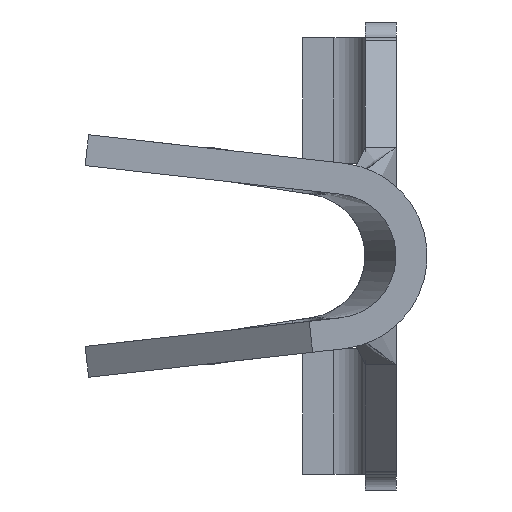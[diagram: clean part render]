
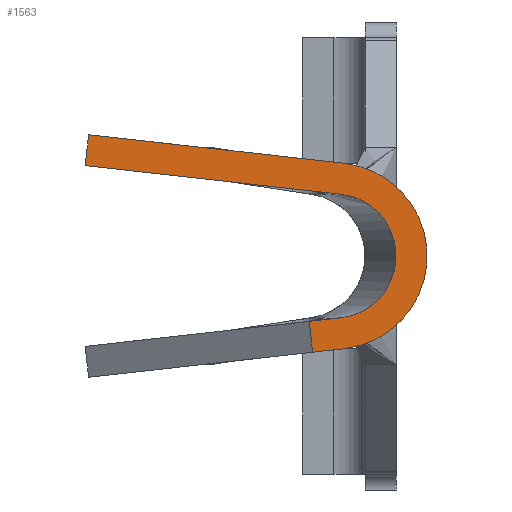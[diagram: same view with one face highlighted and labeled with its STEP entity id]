
A CAD part, left-side view. The second image highlights one B-rep face of the part: STEP entity #1563.
In plain terms, the highlighted planar face has unit normal (-1, 0, 0).
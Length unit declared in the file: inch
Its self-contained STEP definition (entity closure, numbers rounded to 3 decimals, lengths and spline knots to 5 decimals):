
#34 = VECTOR ( 'NONE', #4330, 39.37008 ) ;
#36 = DIRECTION ( 'NONE',  ( 0., -0.994, -0.111 ) ) ;
#88 = CARTESIAN_POINT ( 'NONE',  ( -0.467, 0.04, 0. ) ) ;
#342 = CARTESIAN_POINT ( 'NONE',  ( -0.467, 0.04, 0. ) ) ;
#437 = DIRECTION ( 'NONE',  ( 0., 0.111, -0.994 ) ) ;
#501 = DIRECTION ( 'NONE',  ( 0., 0.994, -0.111 ) ) ;
#543 = VECTOR ( 'NONE', #437, 39.37008 ) ;
#555 = LINE ( 'NONE', #2034, #1389 ) ;
#602 = CARTESIAN_POINT ( 'NONE',  ( -0.467, 0.03334, -0.05963 ) ) ;
#676 = DIRECTION ( 'NONE',  ( -1., 0., 0. ) ) ;
#1011 = FACE_OUTER_BOUND ( 'NONE', #2853, .T. ) ;
#1015 = DIRECTION ( 'NONE',  ( 0., -0.111, -0.994 ) ) ;
#1098 = VERTEX_POINT ( 'NONE', #4823 ) ;
#1186 = CARTESIAN_POINT ( 'NONE',  ( -0.467, 0.03334, 0.05963 ) ) ;
#1236 = LINE ( 'NONE', #2773, #34 ) ;
#1303 = EDGE_CURVE ( 'NONE', #2698, #1098, #2280, .T. ) ;
#1389 = VECTOR ( 'NONE', #3573, 39.37008 ) ;
#1429 = CARTESIAN_POINT ( 'NONE',  ( -0.467, 0.03556, -0.03975 ) ) ;
#1487 = CARTESIAN_POINT ( 'NONE',  ( -0.467, 0.03556, 0.03975 ) ) ;
#1505 = CARTESIAN_POINT ( 'NONE',  ( -0.467, 0.0559, -0.04202 ) ) ;
#1531 = DIRECTION ( 'NONE',  ( 1., 0., 0. ) ) ;
#1563 = ADVANCED_FACE ( 'NONE', ( #1011 ), #2546, .T. ) ;
#1619 = AXIS2_PLACEMENT_3D ( 'NONE', #88, #1531, #3060 ) ;
#1629 = ORIENTED_EDGE ( 'NONE', *, *, #4648, .T. ) ;
#1768 = VECTOR ( 'NONE', #1015, 39.37008 ) ;
#1782 = LINE ( 'NONE', #4485, #1768 ) ;
#1803 = DIRECTION ( 'NONE',  ( -1., 0., 0. ) ) ;
#1810 = EDGE_CURVE ( 'NONE', #3942, #2698, #1236, .T. ) ;
#1843 = LINE ( 'NONE', #3381, #2339 ) ;
#1844 = ORIENTED_EDGE ( 'NONE', *, *, #3892, .T. ) ;
#1914 = ORIENTED_EDGE ( 'NONE', *, *, #4368, .T. ) ;
#1989 = EDGE_CURVE ( 'NONE', #3352, #3942, #2638, .T. ) ;
#2034 = CARTESIAN_POINT ( 'NONE',  ( -0.467, 0.03334, -0.05963 ) ) ;
#2150 = ORIENTED_EDGE ( 'NONE', *, *, #2819, .T. ) ;
#2172 = DIRECTION ( 'NONE',  ( 0., 0., 1. ) ) ;
#2273 = AXIS2_PLACEMENT_3D ( 'NONE', #4093, #676, #2172 ) ;
#2280 = LINE ( 'NONE', #3823, #543 ) ;
#2339 = VECTOR ( 'NONE', #36, 39.37008 ) ;
#2349 = LINE ( 'NONE', #3889, #2727 ) ;
#2384 = EDGE_CURVE ( 'NONE', #1098, #2527, #1843, .T. ) ;
#2527 = VERTEX_POINT ( 'NONE', #1487 ) ;
#2546 = PLANE ( 'NONE',  #2273 ) ;
#2638 = CIRCLE ( 'NONE', #4840, 0.06 ) ;
#2698 = VERTEX_POINT ( 'NONE', #2799 ) ;
#2727 = VECTOR ( 'NONE', #501, 39.37008 ) ;
#2773 = CARTESIAN_POINT ( 'NONE',  ( -0.467, 0.03334, 0.05963 ) ) ;
#2799 = CARTESIAN_POINT ( 'NONE',  ( -0.467, 0.19778, 0.078 ) ) ;
#2819 = EDGE_CURVE ( 'NONE', #4577, #2980, #1782, .T. ) ;
#2853 = EDGE_LOOP ( 'NONE', ( #2150, #1914, #4406, #4688, #4420, #3824, #1844, #1629 ) ) ;
#2980 = VERTEX_POINT ( 'NONE', #3511 ) ;
#3060 = DIRECTION ( 'NONE',  ( 0., 0., 1. ) ) ;
#3340 = DIRECTION ( 'NONE',  ( 0., 0., 1. ) ) ;
#3352 = VERTEX_POINT ( 'NONE', #602 ) ;
#3381 = CARTESIAN_POINT ( 'NONE',  ( -0.467, 0.03556, 0.03975 ) ) ;
#3511 = CARTESIAN_POINT ( 'NONE',  ( -0.467, 0.05368, -0.0619 ) ) ;
#3573 = DIRECTION ( 'NONE',  ( 0., -0.994, 0.111 ) ) ;
#3802 = CIRCLE ( 'NONE', #1619, 0.04 ) ;
#3823 = CARTESIAN_POINT ( 'NONE',  ( -0.467, 0.2, 0.05812 ) ) ;
#3824 = ORIENTED_EDGE ( 'NONE', *, *, #2384, .T. ) ;
#3889 = CARTESIAN_POINT ( 'NONE',  ( -0.467, 0.03556, -0.03975 ) ) ;
#3892 = EDGE_CURVE ( 'NONE', #2527, #4166, #3802, .T. ) ;
#3942 = VERTEX_POINT ( 'NONE', #1186 ) ;
#4093 = CARTESIAN_POINT ( 'NONE',  ( -0.467, 0.04, 0. ) ) ;
#4166 = VERTEX_POINT ( 'NONE', #1429 ) ;
#4330 = DIRECTION ( 'NONE',  ( 0., 0.994, 0.111 ) ) ;
#4368 = EDGE_CURVE ( 'NONE', #2980, #3352, #555, .T. ) ;
#4406 = ORIENTED_EDGE ( 'NONE', *, *, #1989, .T. ) ;
#4420 = ORIENTED_EDGE ( 'NONE', *, *, #1303, .T. ) ;
#4485 = CARTESIAN_POINT ( 'NONE',  ( -0.467, 0.0559, -0.04202 ) ) ;
#4577 = VERTEX_POINT ( 'NONE', #1505 ) ;
#4648 = EDGE_CURVE ( 'NONE', #4166, #4577, #2349, .T. ) ;
#4688 = ORIENTED_EDGE ( 'NONE', *, *, #1810, .T. ) ;
#4823 = CARTESIAN_POINT ( 'NONE',  ( -0.467, 0.2, 0.05812 ) ) ;
#4840 = AXIS2_PLACEMENT_3D ( 'NONE', #342, #1803, #3340 ) ;
